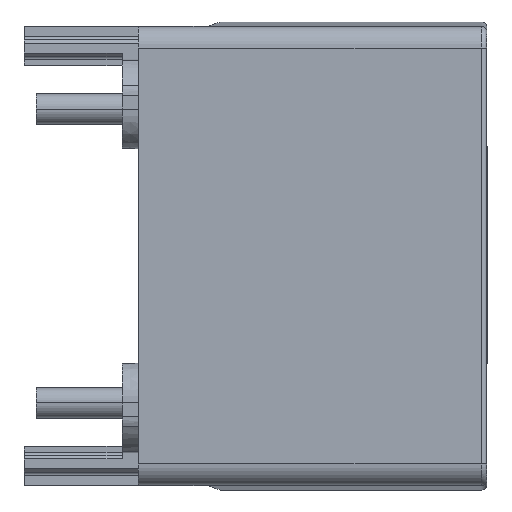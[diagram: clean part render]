
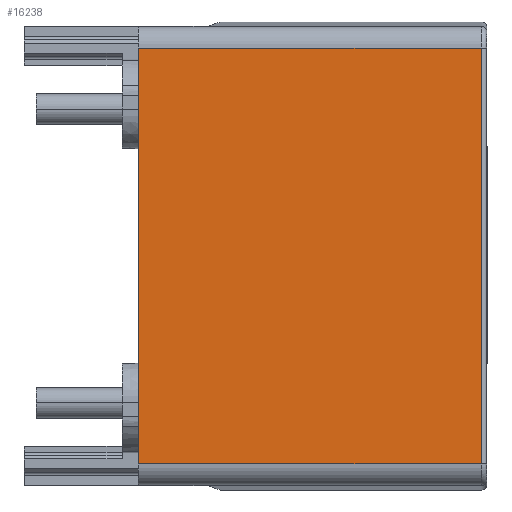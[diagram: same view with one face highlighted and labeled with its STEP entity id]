
A CAD part, left-side view. The second image highlights one B-rep face of the part: STEP entity #16238.
In plain terms, the highlighted planar face has unit normal (-1, 0, 0).
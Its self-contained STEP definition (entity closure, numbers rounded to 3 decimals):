
#5373=DIRECTION('',(0.,0.,-1.));
#5374=VECTOR('',#5373,38.2);
#5375=CARTESIAN_POINT('',(-33.,32.,19.1));
#5376=LINE('',#5375,#5374);
#6043=DIRECTION('',(0.,0.,-1.));
#6044=VECTOR('',#6043,38.2);
#6045=CARTESIAN_POINT('',(-33.,0.5,19.1));
#6046=LINE('',#6045,#6044);
#6047=DIRECTION('',(0.,-1.,0.));
#6048=VECTOR('',#6047,31.5);
#6049=CARTESIAN_POINT('',(-33.,32.,-19.1));
#6050=LINE('',#6049,#6048);
#6051=DIRECTION('',(0.,-1.,0.));
#6052=VECTOR('',#6051,31.5);
#6053=CARTESIAN_POINT('',(-33.,32.,19.1));
#6054=LINE('',#6053,#6052);
#6634=CARTESIAN_POINT('',(-33.,32.,-19.1));
#6636=VERTEX_POINT('',#6634);
#6638=CARTESIAN_POINT('',(-33.,32.,19.1));
#6639=VERTEX_POINT('',#6638);
#6687=CARTESIAN_POINT('',(-33.,0.5,19.1));
#6689=VERTEX_POINT('',#6687);
#6692=CARTESIAN_POINT('',(-33.,0.5,-19.1));
#6693=VERTEX_POINT('',#6692);
#16227=CARTESIAN_POINT('',(-33.,0.,-21.1));
#16228=DIRECTION('',(-1.,0.,0.));
#16229=DIRECTION('',(0.,0.,1.));
#16230=AXIS2_PLACEMENT_3D('',#16227,#16228,#16229);
#16231=PLANE('',#16230);
#16232=ORIENTED_EDGE('',*,*,#15064,.T.);
#16233=ORIENTED_EDGE('',*,*,#15095,.F.);
#16234=ORIENTED_EDGE('',*,*,#15269,.F.);
#16235=ORIENTED_EDGE('',*,*,#15032,.T.);
#16236=EDGE_LOOP('',(#16232,#16233,#16234,#16235));
#16237=FACE_OUTER_BOUND('',#16236,.F.);
#16238=ADVANCED_FACE('',(#16237),#16231,.T.);
#15032=EDGE_CURVE('',#6639,#6689,#6054,.T.);
#15064=EDGE_CURVE('',#6689,#6693,#6046,.T.);
#15095=EDGE_CURVE('',#6636,#6693,#6050,.T.);
#15269=EDGE_CURVE('',#6639,#6636,#5376,.T.);
